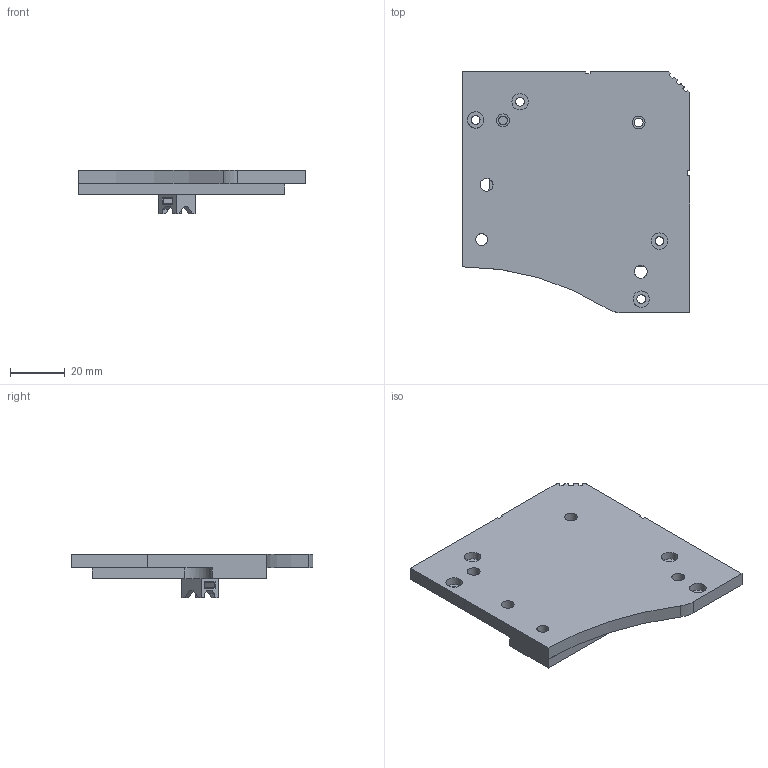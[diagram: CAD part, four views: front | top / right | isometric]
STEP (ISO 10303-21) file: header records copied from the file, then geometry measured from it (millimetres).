
FILE_DESCRIPTION(('HOOPS Exchange Step'),'2;1');
FILE_NAME('Front Left - Rear Right Foundation Corner.stp','2026-02-27T15:47:16-05:00',('RED'),('Unknown organisation'),'HOOPS Exchange 2025.8','HOOPS Exchange','Unknown authorisation');
FILE_SCHEMA( ('AP203_CONFIGURATION_CONTROLLED_3D_DESIGN_OF_MECHANICAL_PARTS_AND_ASSEMBLIES_MIM_LF') );
Length unit declared in the file: millimetre
Products named in the file (3): 0; root
Assembly tree (2 placements, depth 3):
  root
    0
      0
Bounding box: 83.45 x 88.45 x 16 mm (x, y, z)
Volume: 50273.9 mm3; surface area: 17291.8 mm2
Topology: 1 solids, 1 shells, 130 faces, 370 edges, 249 vertices
Faces by surface type: plane 84, cylinder 46
Full cylindrical faces by diameter (mm): 3.2 x6, 4.3 x1, 4.7 x4, 6 x4, 10 x1
Entity records: 4363 total; most frequent: CARTESIAN_POINT 754, DIRECTION 754, ORIENTED_EDGE 740, EDGE_CURVE 370, VECTOR 256, LINE 256, AXIS2_PLACEMENT_3D 249, VERTEX_POINT 249
